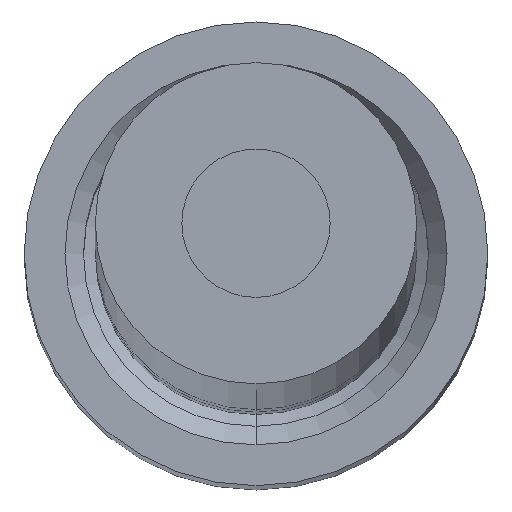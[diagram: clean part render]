
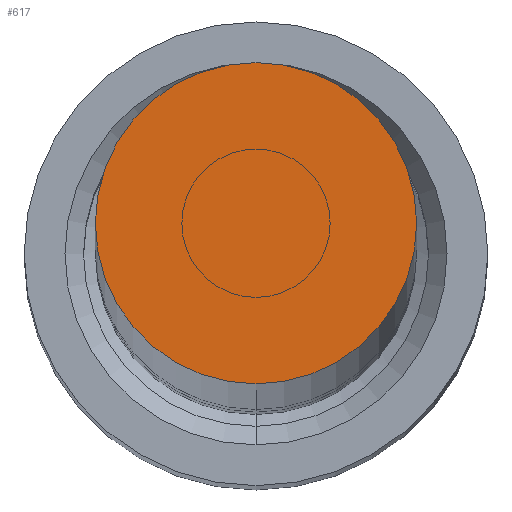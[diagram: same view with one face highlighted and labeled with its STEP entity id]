
A CAD part, top view. The second image highlights one B-rep face of the part: STEP entity #617.
In plain terms, the highlighted face is planar.
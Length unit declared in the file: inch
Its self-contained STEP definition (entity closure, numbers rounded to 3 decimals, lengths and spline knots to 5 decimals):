
#410=CARTESIAN_POINT('',(-120.,0.,0.));
#411=DIRECTION('',(-1.,0.,0.));
#412=DIRECTION('',(0.,-1.,0.));
#413=AXIS2_PLACEMENT_3D('',#410,#411,#412);
#415=CARTESIAN_POINT('',(-120.,0.,0.));
#416=DIRECTION('',(-1.,0.,0.));
#417=DIRECTION('',(0.,1.,0.));
#418=AXIS2_PLACEMENT_3D('',#415,#416,#417);
#432=CARTESIAN_POINT('',(-120.,-1.1,0.));
#433=CARTESIAN_POINT('',(-120.,1.1,0.));
#434=VERTEX_POINT('',#432);
#435=VERTEX_POINT('',#433);
#608=CARTESIAN_POINT('',(-120.,0.,0.));
#609=DIRECTION('',(-1.,0.,0.));
#610=DIRECTION('',(0.,-1.,0.));
#611=AXIS2_PLACEMENT_3D('',#608,#609,#610);
#612=PLANE('',#611);
#613=ORIENTED_EDGE('',*,*,#588,.F.);
#614=ORIENTED_EDGE('',*,*,#602,.F.);
#615=EDGE_LOOP('',(#613,#614));
#616=FACE_OUTER_BOUND('',#615,.F.);
#617=ADVANCED_FACE('',(#616),#612,.T.);
#414=CIRCLE('',#413,1.1);
#419=CIRCLE('',#418,1.1);
#588=EDGE_CURVE('',#434,#435,#414,.T.);
#602=EDGE_CURVE('',#435,#434,#419,.T.);
